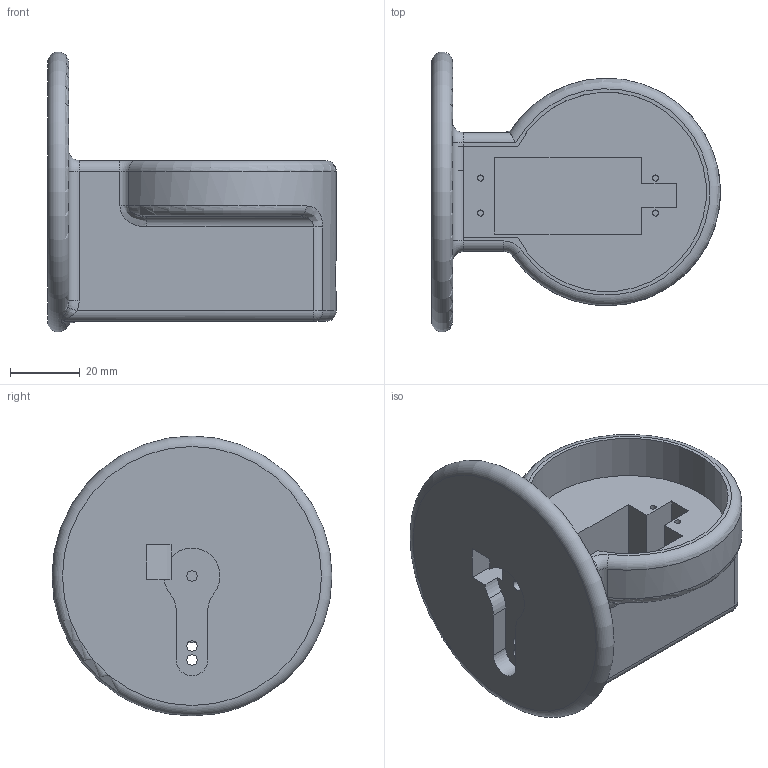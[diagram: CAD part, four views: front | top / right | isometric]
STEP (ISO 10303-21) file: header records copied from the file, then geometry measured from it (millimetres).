
FILE_DESCRIPTION(/* description */ ('STEP AP242','CAx-IF Rec.Pracs.---Representation and Presentation of Product Manufacturing Information (PMI)---4.0---2014-10-13','CAx-IF Rec.Pracs.---3D Tessellated Geometry---0.4---2014-09-14','2;1'),/* implementation_level */ '2;1');
FILE_NAME(/* name */ '66c63e584c2e2a4146eceaed',/* time_stamp */ '2024-08-21T19:22:00Z',/* author */ (''),/* organization */ (''),/* preprocessor_version */ 'ST-DEVELOPER v20',/* originating_system */ ' ',/* authorisation */ ' ');
FILE_SCHEMA (('AP242_MANAGED_MODEL_BASED_3D_ENGINEERING_MIM_LF { 1 0 10303 442 1 1 4 }'));
Length unit declared in the file: metre
Products named in the file (1): hipL_v2
Bounding box: 82.5 x 79.99 x 79.99 mm (x, y, z)
Volume: 93626.9 mm3; surface area: 33315.1 mm2
Topology: 1 solids, 1 shells, 81 faces, 204 edges, 126 vertices
Faces by surface type: plane 34, cylinder 28, bspline 9, torus 8, sphere 2
Full cylindrical faces by diameter (mm): 1.75 x5, 3 x3, 10 x1
Entity records: 2663 total; most frequent: CARTESIAN_POINT 775, DIRECTION 381, ORIENTED_EDGE 378, EDGE_CURVE 189, AXIS2_PLACEMENT_3D 144, VERTEX_POINT 123, EDGE_LOOP 106, FACE_BOUND 106
